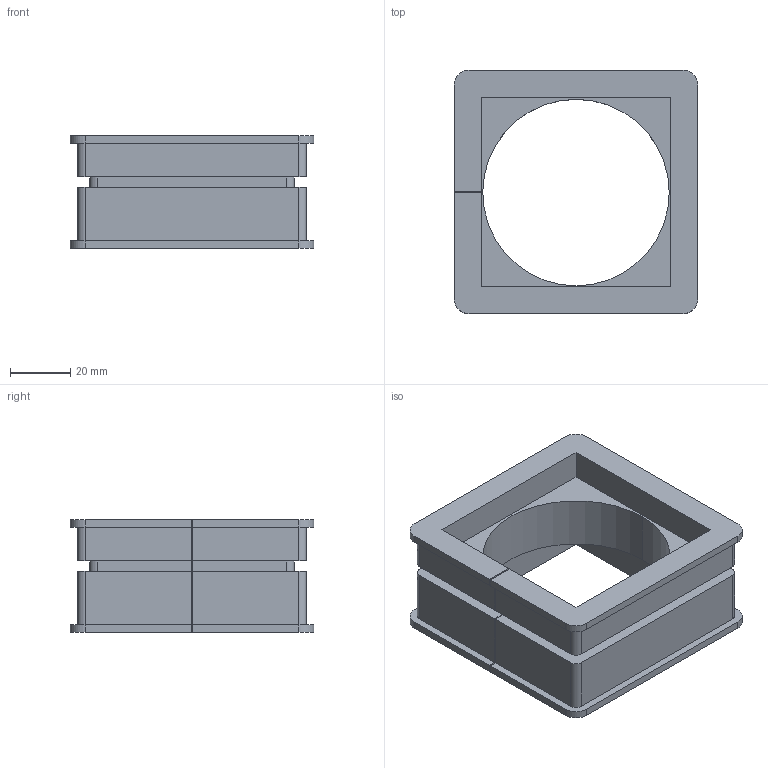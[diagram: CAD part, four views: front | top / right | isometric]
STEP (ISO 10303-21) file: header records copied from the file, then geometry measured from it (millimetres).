
FILE_DESCRIPTION(('STEP AP242'),'1');
FILE_NAME('42397.stp','2020-06-03T13:17:52',('TraceParts'),('TraceParts S.A.'),'Spatial InterOp 3D',' ',' ');
FILE_SCHEMA(('AP242_MANAGED_MODEL_BASED_3D_ENGINEERING_MIM_LF {1 0 10303 442 1 1 4}'));
Length unit declared in the file: millimetre
Products named in the file (1): 42397
Bounding box: 81 x 81 x 37.5 mm (x, y, z)
Volume: 83897.2 mm3; surface area: 30996.2 mm2
Topology: 1 solids, 1 shells, 67 faces, 195 edges, 130 vertices
Faces by surface type: plane 45, cylinder 22
Entity records: 2774 total; most frequent: CARTESIAN_POINT 393, ORIENTED_EDGE 390, DIRECTION 375, EDGE_CURVE 195, LINE 151, VECTOR 151, VERTEX_POINT 130, AXIS2_PLACEMENT_3D 112
